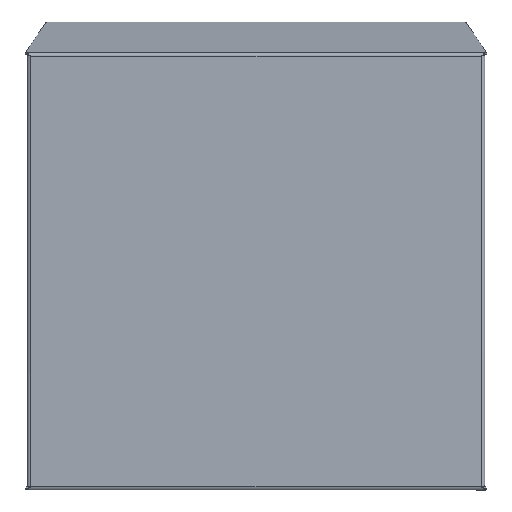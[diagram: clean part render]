
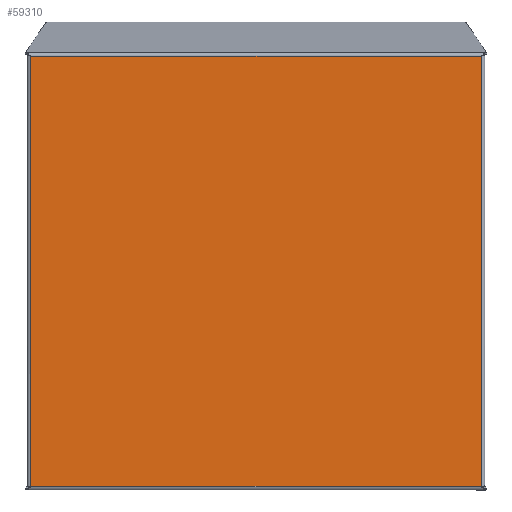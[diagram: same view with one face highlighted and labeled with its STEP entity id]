
A CAD part, top view. The second image highlights one B-rep face of the part: STEP entity #59310.
In plain terms, the highlighted planar face has unit normal (0, 0, 1).
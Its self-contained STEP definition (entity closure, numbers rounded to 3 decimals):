
#40220=CARTESIAN_POINT('',(1732.474,-133.364,
66.136));
#40230=VERTEX_POINT('',#40220);
#54980=CARTESIAN_POINT('',(1485.474,-133.364,
66.136));
#54990=VERTEX_POINT('',#54980);
#58130=CARTESIAN_POINT('',(1485.474,102.508,
66.136));
#58140=VERTEX_POINT('',#58130);
#58170=CARTESIAN_POINT('',(1485.474,-219.718,
66.136));
#58180=DIRECTION('',(0.,1.,0.));
#58190=VECTOR('',#58180,1.);
#58200=LINE('',#58170,#58190);
#58210=EDGE_CURVE('',#54990,#58140,#58200,.T.);
#59030=CARTESIAN_POINT('',(1737.5,-116.392,66.136));
#59040=DIRECTION('',(0.,0.,1.));
#59050=DIRECTION('',(1.,0.,0.));
#59060=AXIS2_PLACEMENT_3D('',#59030,#59040,#59050);
#59070=PLANE('',#59060);
#59080=CARTESIAN_POINT('',(1592.102,-133.364,
66.136));
#59090=DIRECTION('',(-1.,0.,0.));
#59100=VECTOR('',#59090,1.);
#59110=LINE('',#59080,#59100);
#59120=EDGE_CURVE('',#40230,#54990,#59110,.T.);
#59130=ORIENTED_EDGE('',*,*,#59120,.F.);
#59140=ORIENTED_EDGE('',*,*,#58210,.F.);
#59150=CARTESIAN_POINT('',(1592.102,102.508,
66.136));
#59160=DIRECTION('',(1.,0.,0.));
#59170=VECTOR('',#59160,1.);
#59180=LINE('',#59150,#59170);
#59190=CARTESIAN_POINT('',(1732.474,102.508,
66.136));
#59200=VERTEX_POINT('',#59190);
#59210=EDGE_CURVE('',#58140,#59200,#59180,.T.);
#59220=ORIENTED_EDGE('',*,*,#59210,.F.);
#59230=CARTESIAN_POINT('',(1732.474,-219.718,
66.136));
#59240=DIRECTION('',(0.,1.,0.));
#59250=VECTOR('',#59240,1.);
#59260=LINE('',#59230,#59250);
#59270=EDGE_CURVE('',#40230,#59200,#59260,.T.);
#59280=ORIENTED_EDGE('',*,*,#59270,.T.);
#59290=EDGE_LOOP('',(#59280,#59220,#59140,#59130));
#59300=FACE_OUTER_BOUND('',#59290,.T.);
#59310=ADVANCED_FACE('',(#59300),#59070,.T.);
